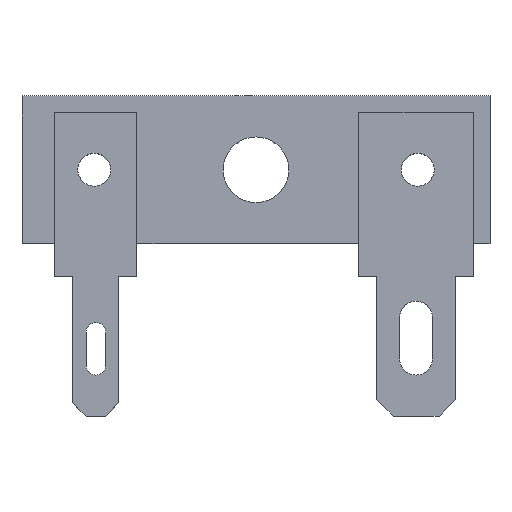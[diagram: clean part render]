
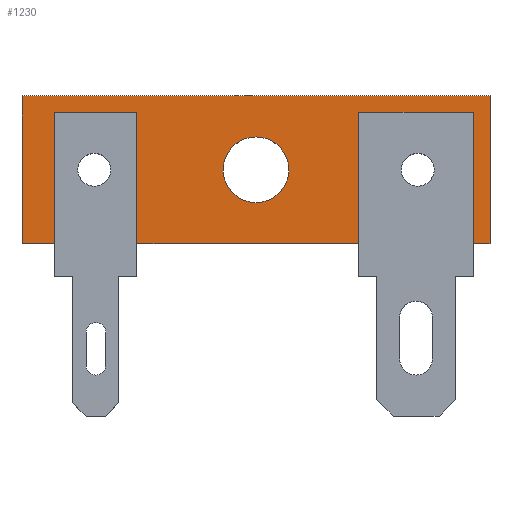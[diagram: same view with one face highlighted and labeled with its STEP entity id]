
A CAD part, top view. The second image highlights one B-rep face of the part: STEP entity #1230.
In plain terms, the highlighted planar face has unit normal (0, 0, 1).
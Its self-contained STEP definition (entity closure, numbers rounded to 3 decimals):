
#3 = FACE_OUTER_BOUND ( 'NONE', #319, .T. ) ;
#41 = CARTESIAN_POINT ( 'NONE',  ( -82.043, 22.317, 1.5 ) ) ;
#50 = VERTEX_POINT ( 'NONE', #876 ) ;
#56 = CARTESIAN_POINT ( 'NONE',  ( -75.043, 22.317, 1.5 ) ) ;
#73 = VERTEX_POINT ( 'NONE', #963 ) ;
#80 = CARTESIAN_POINT ( 'NONE',  ( -53.543, 0., 1.5 ) ) ;
#83 = DIRECTION ( 'NONE',  ( 1., 0., 0. ) ) ;
#97 = DIRECTION ( 'NONE',  ( 0., -1., 0. ) ) ;
#103 = EDGE_CURVE ( 'NONE', #1286, #73, #805, .T. ) ;
#106 = DIRECTION ( 'NONE',  ( 1., 0., 0. ) ) ;
#107 = VERTEX_POINT ( 'NONE', #1013 ) ;
#126 = CARTESIAN_POINT ( 'NONE',  ( -61.543, 0., 1.5 ) ) ;
#146 = DIRECTION ( 'NONE',  ( 0., 0., 1. ) ) ;
#196 = CARTESIAN_POINT ( 'NONE',  ( 0., 31.317, 1.5 ) ) ;
#207 = ORIENTED_EDGE ( 'NONE', *, *, #1172, .T. ) ;
#242 = VERTEX_POINT ( 'NONE', #603 ) ;
#253 = EDGE_CURVE ( 'NONE', #242, #1026, #1243, .T. ) ;
#278 = LINE ( 'NONE', #80, #529 ) ;
#304 = EDGE_CURVE ( 'NONE', #826, #73, #837, .T. ) ;
#315 = CARTESIAN_POINT ( 'NONE',  ( -75.043, 30.317, 1.5 ) ) ;
#319 = EDGE_LOOP ( 'NONE', ( #920, #1257, #758, #207, #575, #834, #866, #1135, #951, #1268, #734, #1251 ) ) ;
#325 = CARTESIAN_POINT ( 'NONE',  ( 0., 0., 1.5 ) ) ;
#395 = DIRECTION ( 'NONE',  ( 1., 0., 0. ) ) ;
#440 = VECTOR ( 'NONE', #817, 1000. ) ;
#446 = CARTESIAN_POINT ( 'NONE',  ( -80.043, 30.317, 1.5 ) ) ;
#463 = LINE ( 'NONE', #126, #959 ) ;
#470 = LINE ( 'NONE', #1333, #1242 ) ;
#485 = CARTESIAN_POINT ( 'NONE',  ( -82.043, 31.317, 1.5 ) ) ;
#487 = CARTESIAN_POINT ( 'NONE',  ( 0., 30.317, 1.5 ) ) ;
#498 = VERTEX_POINT ( 'NONE', #1211 ) ;
#507 = DIRECTION ( 'NONE',  ( 1., 0., 0. ) ) ;
#529 = VECTOR ( 'NONE', #792, 1000. ) ;
#530 = LINE ( 'NONE', #952, #1237 ) ;
#549 = VECTOR ( 'NONE', #83, 1000. ) ;
#550 = EDGE_CURVE ( 'NONE', #1286, #1225, #568, .T. ) ;
#568 = LINE ( 'NONE', #487, #867 ) ;
#575 = ORIENTED_EDGE ( 'NONE', *, *, #987, .T. ) ;
#577 = CARTESIAN_POINT ( 'NONE',  ( -80.043, 0., 1.5 ) ) ;
#597 = VECTOR ( 'NONE', #1162, 1000. ) ;
#603 = CARTESIAN_POINT ( 'NONE',  ( -53.543, 31.317, 1.5 ) ) ;
#639 = AXIS2_PLACEMENT_3D ( 'NONE', #1112, #1025, #395 ) ;
#641 = VERTEX_POINT ( 'NONE', #816 ) ;
#663 = VECTOR ( 'NONE', #106, 1000. ) ;
#710 = CIRCLE ( 'NONE', #639, 2. ) ;
#734 = ORIENTED_EDGE ( 'NONE', *, *, #1190, .T. ) ;
#751 = LINE ( 'NONE', #964, #597 ) ;
#758 = ORIENTED_EDGE ( 'NONE', *, *, #939, .T. ) ;
#771 = VECTOR ( 'NONE', #918, 1000. ) ;
#792 = DIRECTION ( 'NONE',  ( 0., 1., 0. ) ) ;
#805 = LINE ( 'NONE', #577, #771 ) ;
#816 = CARTESIAN_POINT ( 'NONE',  ( -61.543, 22.317, 1.5 ) ) ;
#817 = DIRECTION ( 'NONE',  ( -1., 0., 0. ) ) ;
#826 = VERTEX_POINT ( 'NONE', #41 ) ;
#830 = CARTESIAN_POINT ( 'NONE',  ( 0., 22.317, 1.5 ) ) ;
#833 = CARTESIAN_POINT ( 'NONE',  ( 0., 22.317, 1.5 ) ) ;
#834 = ORIENTED_EDGE ( 'NONE', *, *, #253, .T. ) ;
#837 = LINE ( 'NONE', #830, #549 ) ;
#842 = EDGE_CURVE ( 'NONE', #1049, #641, #530, .T. ) ;
#845 = CARTESIAN_POINT ( 'NONE',  ( -54.543, 30.317, 1.5 ) ) ;
#859 = FACE_BOUND ( 'NONE', #1086, .T. ) ;
#866 = ORIENTED_EDGE ( 'NONE', *, *, #1227, .T. ) ;
#867 = VECTOR ( 'NONE', #1021, 1000. ) ;
#876 = CARTESIAN_POINT ( 'NONE',  ( -54.543, 22.317, 1.5 ) ) ;
#918 = DIRECTION ( 'NONE',  ( 0., -1., 0. ) ) ;
#920 = ORIENTED_EDGE ( 'NONE', *, *, #1278, .F. ) ;
#936 = EDGE_CURVE ( 'NONE', #498, #498, #710, .T. ) ;
#939 = EDGE_CURVE ( 'NONE', #1212, #50, #470, .T. ) ;
#951 = ORIENTED_EDGE ( 'NONE', *, *, #103, .F. ) ;
#952 = CARTESIAN_POINT ( 'NONE',  ( 0., 22.317, 1.5 ) ) ;
#959 = VECTOR ( 'NONE', #974, 1000. ) ;
#963 = CARTESIAN_POINT ( 'NONE',  ( -80.043, 22.317, 1.5 ) ) ;
#964 = CARTESIAN_POINT ( 'NONE',  ( -82.043, 0., 1.5 ) ) ;
#974 = DIRECTION ( 'NONE',  ( 0., -1., 0. ) ) ;
#987 = EDGE_CURVE ( 'NONE', #1316, #242, #278, .T. ) ;
#989 = DIRECTION ( 'NONE',  ( 1., 0., 0. ) ) ;
#1000 = VECTOR ( 'NONE', #507, 1000. ) ;
#1013 = CARTESIAN_POINT ( 'NONE',  ( -61.543, 30.317, 1.5 ) ) ;
#1021 = DIRECTION ( 'NONE',  ( 1., 0., 0. ) ) ;
#1025 = DIRECTION ( 'NONE',  ( 0., 0., -1. ) ) ;
#1026 = VERTEX_POINT ( 'NONE', #485 ) ;
#1048 = LINE ( 'NONE', #833, #663 ) ;
#1049 = VERTEX_POINT ( 'NONE', #56 ) ;
#1055 = LINE ( 'NONE', #1068, #1199 ) ;
#1068 = CARTESIAN_POINT ( 'NONE',  ( -75.043, 0., 1.5 ) ) ;
#1086 = EDGE_LOOP ( 'NONE', ( #1113 ) ) ;
#1112 = CARTESIAN_POINT ( 'NONE',  ( -67.793, 26.817, 1.5 ) ) ;
#1113 = ORIENTED_EDGE ( 'NONE', *, *, #936, .T. ) ;
#1135 = ORIENTED_EDGE ( 'NONE', *, *, #304, .T. ) ;
#1157 = CARTESIAN_POINT ( 'NONE',  ( 0., 30.317, 1.5 ) ) ;
#1162 = DIRECTION ( 'NONE',  ( 0., -1., 0. ) ) ;
#1172 = EDGE_CURVE ( 'NONE', #50, #1316, #1048, .T. ) ;
#1184 = EDGE_CURVE ( 'NONE', #107, #1212, #1256, .T. ) ;
#1187 = CARTESIAN_POINT ( 'NONE',  ( -53.543, 22.317, 1.5 ) ) ;
#1190 = EDGE_CURVE ( 'NONE', #1225, #1049, #1055, .T. ) ;
#1199 = VECTOR ( 'NONE', #97, 1000. ) ;
#1211 = CARTESIAN_POINT ( 'NONE',  ( -65.793, 26.817, 1.5 ) ) ;
#1212 = VERTEX_POINT ( 'NONE', #845 ) ;
#1225 = VERTEX_POINT ( 'NONE', #315 ) ;
#1227 = EDGE_CURVE ( 'NONE', #1026, #826, #751, .T. ) ;
#1230 = ADVANCED_FACE ( 'NONE', ( #3, #859 ), #1276, .T. ) ;
#1236 = DIRECTION ( 'NONE',  ( 0., -1., 0. ) ) ;
#1237 = VECTOR ( 'NONE', #1273, 1000. ) ;
#1242 = VECTOR ( 'NONE', #1236, 1000. ) ;
#1243 = LINE ( 'NONE', #196, #440 ) ;
#1251 = ORIENTED_EDGE ( 'NONE', *, *, #842, .T. ) ;
#1256 = LINE ( 'NONE', #1157, #1000 ) ;
#1257 = ORIENTED_EDGE ( 'NONE', *, *, #1184, .T. ) ;
#1268 = ORIENTED_EDGE ( 'NONE', *, *, #550, .T. ) ;
#1273 = DIRECTION ( 'NONE',  ( 1., 0., 0. ) ) ;
#1276 = PLANE ( 'NONE',  #1373 ) ;
#1278 = EDGE_CURVE ( 'NONE', #107, #641, #463, .T. ) ;
#1286 = VERTEX_POINT ( 'NONE', #446 ) ;
#1316 = VERTEX_POINT ( 'NONE', #1187 ) ;
#1333 = CARTESIAN_POINT ( 'NONE',  ( -54.543, 0., 1.5 ) ) ;
#1373 = AXIS2_PLACEMENT_3D ( 'NONE', #325, #146, #989 ) ;
